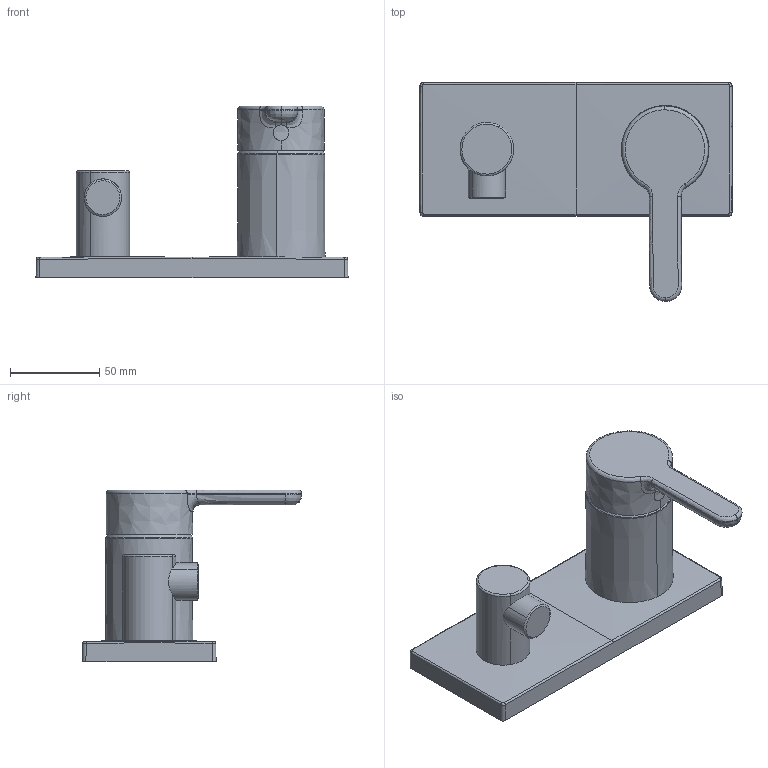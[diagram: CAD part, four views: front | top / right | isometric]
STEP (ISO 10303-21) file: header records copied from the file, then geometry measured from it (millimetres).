
FILE_DESCRIPTION (( 'STEP AP203' ), '1' );
FILE_NAME ('44509583.STEP', '2018-04-23T11:54:37', ( '' ), ( '' ), 'SwSTEP 2.0', 'SolidWorks 2016', '' );
FILE_SCHEMA (( 'CONFIG_CONTROL_DESIGN' ));
Length unit declared in the file: millimetre
Products named in the file (1): 44509583
Bounding box: 175 x 122.99 x 96.4 mm (x, y, z)
Volume: 358949.1 mm3; surface area: 53144.3 mm2
Topology: 1 solids, 1 shells, 64 faces, 147 edges, 89 vertices
Faces by surface type: bspline 33, plane 11, cylinder 10, cone 4, torus 4, sphere 2
Entity records: 4511 total; most frequent: CARTESIAN_POINT 3252, ORIENTED_EDGE 294, DIRECTION 156, EDGE_CURVE 147, VERTEX_POINT 89, B_SPLINE_CURVE_WITH_KNOTS 78, EDGE_LOOP 68, FACE_OUTER_BOUND 64
